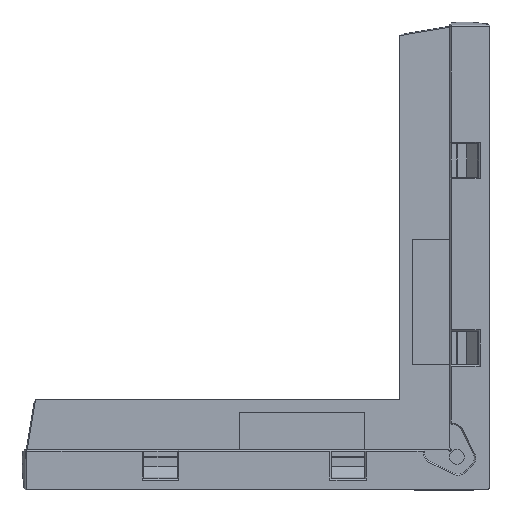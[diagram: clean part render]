
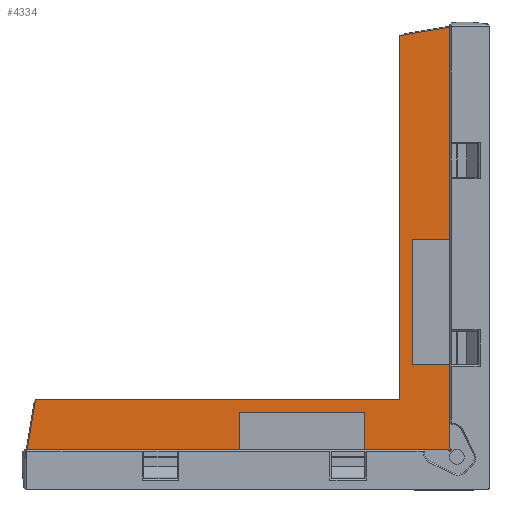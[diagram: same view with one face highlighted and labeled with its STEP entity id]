
A CAD part, top view. The second image highlights one B-rep face of the part: STEP entity #4334.
In plain terms, the highlighted planar face has unit normal (0, 0, 1).
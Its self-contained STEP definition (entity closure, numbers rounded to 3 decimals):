
#130=PLANE('',#4661);
#419=FACE_OUTER_BOUND('',#670,.T.);
#670=EDGE_LOOP('',(#3612,#3613,#3614,#3615,#3616,#3617,#3618,#3619,#3620,
#3621,#3622,#3623,#3624,#3625,#3626,#3627,#3628));
#1061=LINE('',#6809,#1556);
#1065=LINE('',#6817,#1560);
#1116=LINE('',#6940,#1611);
#1130=LINE('',#7147,#1625);
#1132=LINE('',#7151,#1627);
#1133=LINE('',#7153,#1628);
#1134=LINE('',#7154,#1629);
#1135=LINE('',#7162,#1630);
#1136=LINE('',#7164,#1631);
#1137=LINE('',#7166,#1632);
#1138=LINE('',#7168,#1633);
#1139=LINE('',#7170,#1634);
#1140=LINE('',#7172,#1635);
#1141=LINE('',#7173,#1636);
#1556=VECTOR('',#5395,10.);
#1560=VECTOR('',#5399,10.);
#1611=VECTOR('',#5494,10.);
#1625=VECTOR('',#5530,10.);
#1627=VECTOR('',#5534,10.);
#1628=VECTOR('',#5535,10.);
#1629=VECTOR('',#5536,10.);
#1630=VECTOR('',#5543,10.);
#1631=VECTOR('',#5544,10.);
#1632=VECTOR('',#5545,10.);
#1633=VECTOR('',#5546,10.);
#1634=VECTOR('',#5547,10.);
#1635=VECTOR('',#5548,10.);
#1636=VECTOR('',#5549,10.);
#1844=CIRCLE('',#4662,0.75);
#1845=CIRCLE('',#4663,0.3);
#1846=CIRCLE('',#4664,0.75);
#2078=VERTEX_POINT('',#6806);
#2079=VERTEX_POINT('',#6808);
#2082=VERTEX_POINT('',#6814);
#2083=VERTEX_POINT('',#6816);
#2121=VERTEX_POINT('',#6939);
#2137=VERTEX_POINT('',#7146);
#2138=VERTEX_POINT('',#7150);
#2139=VERTEX_POINT('',#7152);
#2140=VERTEX_POINT('',#7155);
#2141=VERTEX_POINT('',#7157);
#2142=VERTEX_POINT('',#7159);
#2143=VERTEX_POINT('',#7161);
#2144=VERTEX_POINT('',#7163);
#2145=VERTEX_POINT('',#7165);
#2146=VERTEX_POINT('',#7167);
#2147=VERTEX_POINT('',#7169);
#2148=VERTEX_POINT('',#7171);
#2585=EDGE_CURVE('',#2078,#2079,#1061,.T.);
#2589=EDGE_CURVE('',#2082,#2083,#1065,.T.);
#2646=EDGE_CURVE('',#2083,#2121,#1116,.T.);
#2677=EDGE_CURVE('',#2121,#2137,#1130,.T.);
#2679=EDGE_CURVE('',#2138,#2082,#1132,.T.);
#2680=EDGE_CURVE('',#2139,#2138,#1133,.T.);
#2681=EDGE_CURVE('',#2079,#2139,#1134,.T.);
#2682=EDGE_CURVE('',#2140,#2078,#1844,.T.);
#2683=EDGE_CURVE('',#2141,#2140,#1845,.T.);
#2684=EDGE_CURVE('',#2142,#2141,#1846,.T.);
#2685=EDGE_CURVE('',#2142,#2143,#1135,.T.);
#2686=EDGE_CURVE('',#2143,#2144,#1136,.T.);
#2687=EDGE_CURVE('',#2144,#2145,#1137,.T.);
#2688=EDGE_CURVE('',#2145,#2146,#1138,.T.);
#2689=EDGE_CURVE('',#2146,#2147,#1139,.T.);
#2690=EDGE_CURVE('',#2148,#2147,#1140,.T.);
#2691=EDGE_CURVE('',#2148,#2137,#1141,.T.);
#3612=ORIENTED_EDGE('',*,*,#2646,.F.);
#3613=ORIENTED_EDGE('',*,*,#2589,.F.);
#3614=ORIENTED_EDGE('',*,*,#2679,.F.);
#3615=ORIENTED_EDGE('',*,*,#2680,.F.);
#3616=ORIENTED_EDGE('',*,*,#2681,.F.);
#3617=ORIENTED_EDGE('',*,*,#2585,.F.);
#3618=ORIENTED_EDGE('',*,*,#2682,.F.);
#3619=ORIENTED_EDGE('',*,*,#2683,.F.);
#3620=ORIENTED_EDGE('',*,*,#2684,.F.);
#3621=ORIENTED_EDGE('',*,*,#2685,.T.);
#3622=ORIENTED_EDGE('',*,*,#2686,.T.);
#3623=ORIENTED_EDGE('',*,*,#2687,.T.);
#3624=ORIENTED_EDGE('',*,*,#2688,.T.);
#3625=ORIENTED_EDGE('',*,*,#2689,.T.);
#3626=ORIENTED_EDGE('',*,*,#2690,.F.);
#3627=ORIENTED_EDGE('',*,*,#2691,.T.);
#3628=ORIENTED_EDGE('',*,*,#2677,.F.);
#4334=ADVANCED_FACE('',(#419),#130,.T.);
#4661=AXIS2_PLACEMENT_3D('',#7149,#5532,#5533);
#4662=AXIS2_PLACEMENT_3D('',#7156,#5537,#5538);
#4663=AXIS2_PLACEMENT_3D('',#7158,#5539,#5540);
#4664=AXIS2_PLACEMENT_3D('',#7160,#5541,#5542);
#5395=DIRECTION('',(-1.,0.,0.));
#5399=DIRECTION('',(-1.,0.,0.));
#5494=DIRECTION('',(0.167,0.986,0.));
#5530=DIRECTION('',(1.,0.,0.));
#5532=DIRECTION('center_axis',(0.,0.,1.));
#5533=DIRECTION('ref_axis',(1.,0.,0.));
#5534=DIRECTION('',(0.,-1.,0.));
#5535=DIRECTION('',(-1.,0.,0.));
#5536=DIRECTION('',(0.,1.,0.));
#5537=DIRECTION('center_axis',(0.,0.,1.));
#5538=DIRECTION('ref_axis',(0.763,0.647,0.));
#5539=DIRECTION('center_axis',(0.,0.,-1.));
#5540=DIRECTION('ref_axis',(-0.763,-0.647,0.));
#5541=DIRECTION('center_axis',(0.,0.,1.));
#5542=DIRECTION('ref_axis',(-1.,0.,0.));
#5543=DIRECTION('',(0.,1.,0.));
#5544=DIRECTION('',(-1.,0.,0.));
#5545=DIRECTION('',(0.,1.,0.));
#5546=DIRECTION('',(1.,0.,0.));
#5547=DIRECTION('',(0.,1.,0.));
#5548=DIRECTION('',(0.986,0.167,0.));
#5549=DIRECTION('',(0.,-1.,0.));
#6806=CARTESIAN_POINT('',(241.47,-242.2,2.));
#6808=CARTESIAN_POINT('',(215.,-242.2,2.));
#6809=CARTESIAN_POINT('',(-121.1,-242.2,2.));
#6814=CARTESIAN_POINT('',(175.,-242.2,2.));
#6816=CARTESIAN_POINT('',(106.928,-242.2,2.));
#6817=CARTESIAN_POINT('',(-121.1,-242.2,2.));
#6939=CARTESIAN_POINT('',(109.637,-226.2,2.));
#6940=CARTESIAN_POINT('',(131.613,-96.432,2.));
#7146=CARTESIAN_POINT('',(226.2,-226.2,2.));
#7147=CARTESIAN_POINT('',(-226.2,-226.2,2.));
#7149=CARTESIAN_POINT('Origin',(240.6,0.,2.));
#7150=CARTESIAN_POINT('',(175.,-230.2,2.));
#7151=CARTESIAN_POINT('',(175.,-238.65,2.));
#7152=CARTESIAN_POINT('',(215.,-230.2,2.));
#7153=CARTESIAN_POINT('',(107.5,-230.2,2.));
#7154=CARTESIAN_POINT('',(215.,-238.65,2.));
#7155=CARTESIAN_POINT('',(242.042,-242.465,2.));
#7156=CARTESIAN_POINT('Origin',(241.47,-242.95,2.));
#7157=CARTESIAN_POINT('',(242.465,-242.042,2.));
#7158=CARTESIAN_POINT('Origin',(242.271,-242.271,2.));
#7159=CARTESIAN_POINT('',(242.2,-241.47,2.));
#7160=CARTESIAN_POINT('Origin',(242.95,-241.47,2.));
#7161=CARTESIAN_POINT('',(242.2,-215.,2.));
#7162=CARTESIAN_POINT('',(242.2,121.1,2.));
#7163=CARTESIAN_POINT('',(230.2,-215.,2.));
#7164=CARTESIAN_POINT('',(238.65,-215.,2.));
#7165=CARTESIAN_POINT('',(230.2,-175.,2.));
#7166=CARTESIAN_POINT('',(230.2,-107.5,2.));
#7167=CARTESIAN_POINT('',(242.2,-175.,2.));
#7168=CARTESIAN_POINT('',(238.65,-175.,2.));
#7169=CARTESIAN_POINT('',(242.2,-106.928,2.));
#7170=CARTESIAN_POINT('',(242.2,121.1,2.));
#7171=CARTESIAN_POINT('',(226.2,-109.637,2.));
#7172=CARTESIAN_POINT('',(233.182,-108.455,2.));
#7173=CARTESIAN_POINT('',(226.2,226.2,2.));
